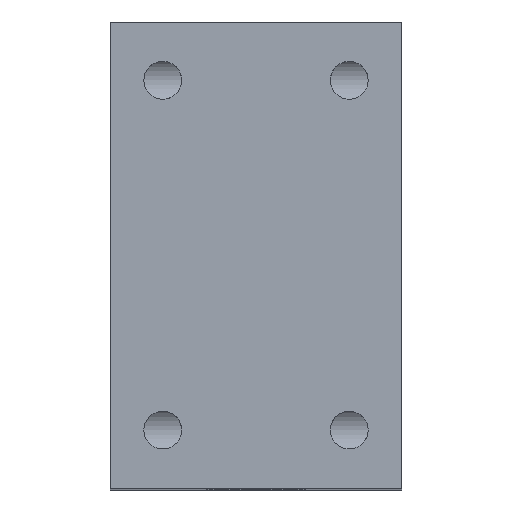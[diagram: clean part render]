
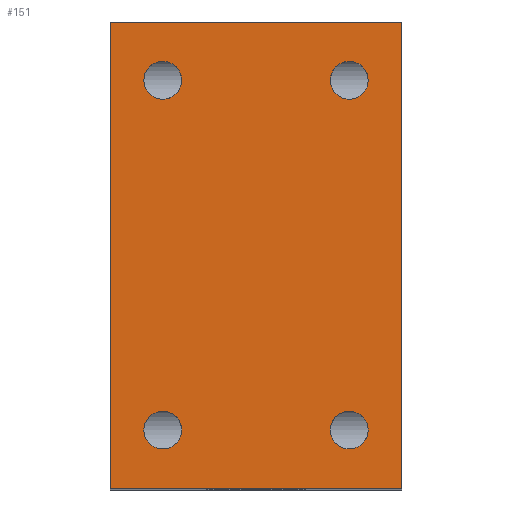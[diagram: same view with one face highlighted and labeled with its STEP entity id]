
A CAD part, top view. The second image highlights one B-rep face of the part: STEP entity #151.
In plain terms, the highlighted planar face has unit normal (0, 0, 1).
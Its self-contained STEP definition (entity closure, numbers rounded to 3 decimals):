
#151 = ADVANCED_FACE ( 'NONE', ( #3345, #3343, #3346, #3348, #3340 ), #1300, .T. ) ;
#327 = VERTEX_POINT ( 'NONE', #5236 ) ;
#328 = VERTEX_POINT ( 'NONE', #5237 ) ;
#456 = VERTEX_POINT ( 'NONE', #5365 ) ;
#457 = VERTEX_POINT ( 'NONE', #5366 ) ;
#1300 = PLANE ( 'NONE',  #4781 ) ;
#1301 = CARTESIAN_POINT ( 'NONE',  ( 0., 0., 80. ) ) ;
#1314 = DIRECTION ( 'NONE',  ( 0., 0., 1. ) ) ;
#1315 = DIRECTION ( 'NONE',  ( 1., 0., 0. ) ) ;
#2058 = ORIENTED_EDGE ( 'NONE', *, *, #4404, .F. ) ;
#2059 = ORIENTED_EDGE ( 'NONE', *, *, #4402, .T. ) ;
#2060 = ORIENTED_EDGE ( 'NONE', *, *, #4286, .T. ) ;
#2061 = ORIENTED_EDGE ( 'NONE', *, *, #4403, .F. ) ;
#2062 = ORIENTED_EDGE ( 'NONE', *, *, #4272, .T. ) ;
#2063 = ORIENTED_EDGE ( 'NONE', *, *, #4282, .T. ) ;
#2064 = ORIENTED_EDGE ( 'NONE', *, *, #4280, .T. ) ;
#2065 = ORIENTED_EDGE ( 'NONE', *, *, #4278, .T. ) ;
#2682 = EDGE_LOOP ( 'NONE', ( #2058, #2059, #2060, #2061 ) ) ;
#2686 = EDGE_LOOP ( 'NONE', ( #2062 ) ) ;
#2694 = EDGE_LOOP ( 'NONE', ( #2063 ) ) ;
#2695 = EDGE_LOOP ( 'NONE', ( #2064 ) ) ;
#2696 = EDGE_LOOP ( 'NONE', ( #2065 ) ) ;
#3340 = FACE_BOUND ( 'NONE', #2696, .T. ) ;
#3343 = FACE_BOUND ( 'NONE', #2686, .T. ) ;
#3345 = FACE_OUTER_BOUND ( 'NONE', #2682, .T. ) ;
#3346 = FACE_BOUND ( 'NONE', #2694, .T. ) ;
#3348 = FACE_BOUND ( 'NONE', #2695, .T. ) ;
#3569 = CIRCLE ( 'NONE', #4648, 1.621 ) ;
#3572 = CIRCLE ( 'NONE', #4901, 1.621 ) ;
#3576 = CIRCLE ( 'NONE', #4903, 1.621 ) ;
#3578 = LINE ( 'NONE', #5974, #3582 ) ;
#3579 = CIRCLE ( 'NONE', #4905, 1.621 ) ;
#3582 = VECTOR ( 'NONE', #5975, 1000. ) ;
#3812 = LINE ( 'NONE', #6207, #3813 ) ;
#3813 = VECTOR ( 'NONE', #6208, 1000. ) ;
#3814 = LINE ( 'NONE', #6209, #3815 ) ;
#3815 = VECTOR ( 'NONE', #6210, 1000. ) ;
#3816 = LINE ( 'NONE', #6211, #3817 ) ;
#3817 = VECTOR ( 'NONE', #6212, 1000. ) ;
#4272 = EDGE_CURVE ( 'NONE', #7340, #7340, #3569, .T. ) ;
#4278 = EDGE_CURVE ( 'NONE', #7352, #7352, #3572, .T. ) ;
#4280 = EDGE_CURVE ( 'NONE', #7354, #7354, #3576, .T. ) ;
#4282 = EDGE_CURVE ( 'NONE', #7356, #7356, #3579, .T. ) ;
#4286 = EDGE_CURVE ( 'NONE', #328, #327, #3578, .T. ) ;
#4402 = EDGE_CURVE ( 'NONE', #456, #328, #3812, .T. ) ;
#4403 = EDGE_CURVE ( 'NONE', #457, #327, #3814, .T. ) ;
#4404 = EDGE_CURVE ( 'NONE', #456, #457, #3816, .T. ) ;
#4648 = AXIS2_PLACEMENT_3D ( 'NONE', #5733, #5740, #5741 ) ;
#4781 = AXIS2_PLACEMENT_3D ( 'NONE', #1301, #1314, #1315 ) ;
#4901 = AXIS2_PLACEMENT_3D ( 'NONE', #5901, #5954, #5955 ) ;
#4903 = AXIS2_PLACEMENT_3D ( 'NONE', #5958, #5959, #5960 ) ;
#4905 = AXIS2_PLACEMENT_3D ( 'NONE', #5963, #5964, #5965 ) ;
#5236 = CARTESIAN_POINT ( 'NONE',  ( -12.5, -20., 80. ) ) ;
#5237 = CARTESIAN_POINT ( 'NONE',  ( -12.5, 20., 80. ) ) ;
#5365 = CARTESIAN_POINT ( 'NONE',  ( 12.5, 20., 80. ) ) ;
#5366 = CARTESIAN_POINT ( 'NONE',  ( 12.5, -20., 80. ) ) ;
#5733 = CARTESIAN_POINT ( 'NONE',  ( -8., -15., 80. ) ) ;
#5740 = DIRECTION ( 'NONE',  ( 0., 0., -1. ) ) ;
#5741 = DIRECTION ( 'NONE',  ( 1., 0., 0. ) ) ;
#5901 = CARTESIAN_POINT ( 'NONE',  ( 8., -15., 80. ) ) ;
#5954 = DIRECTION ( 'NONE',  ( 0., 0., -1. ) ) ;
#5955 = DIRECTION ( 'NONE',  ( 1., 0., 0. ) ) ;
#5958 = CARTESIAN_POINT ( 'NONE',  ( -8., 15., 80. ) ) ;
#5959 = DIRECTION ( 'NONE',  ( 0., 0., -1. ) ) ;
#5960 = DIRECTION ( 'NONE',  ( 1., 0., 0. ) ) ;
#5963 = CARTESIAN_POINT ( 'NONE',  ( 8., 15., 80. ) ) ;
#5964 = DIRECTION ( 'NONE',  ( 0., 0., -1. ) ) ;
#5965 = DIRECTION ( 'NONE',  ( 1., 0., 0. ) ) ;
#5974 = CARTESIAN_POINT ( 'NONE',  ( -12.5, 0., 80. ) ) ;
#5975 = DIRECTION ( 'NONE',  ( 0., -1., 0. ) ) ;
#6207 = CARTESIAN_POINT ( 'NONE',  ( 0., 20., 80. ) ) ;
#6208 = DIRECTION ( 'NONE',  ( -1., 0., 0. ) ) ;
#6209 = CARTESIAN_POINT ( 'NONE',  ( 12.5, -20., 80. ) ) ;
#6210 = DIRECTION ( 'NONE',  ( -1., 0., 0. ) ) ;
#6211 = CARTESIAN_POINT ( 'NONE',  ( 12.5, 20., 80. ) ) ;
#6212 = DIRECTION ( 'NONE',  ( 0., -1., 0. ) ) ;
#7340 = VERTEX_POINT ( 'NONE', #7341 ) ;
#7341 = CARTESIAN_POINT ( 'NONE',  ( -6.379, -15., 80. ) ) ;
#7352 = VERTEX_POINT ( 'NONE', #7353 ) ;
#7353 = CARTESIAN_POINT ( 'NONE',  ( 9.621, -15., 80. ) ) ;
#7354 = VERTEX_POINT ( 'NONE', #7355 ) ;
#7355 = CARTESIAN_POINT ( 'NONE',  ( -6.379, 15., 80. ) ) ;
#7356 = VERTEX_POINT ( 'NONE', #7357 ) ;
#7357 = CARTESIAN_POINT ( 'NONE',  ( 9.621, 15., 80. ) ) ;
